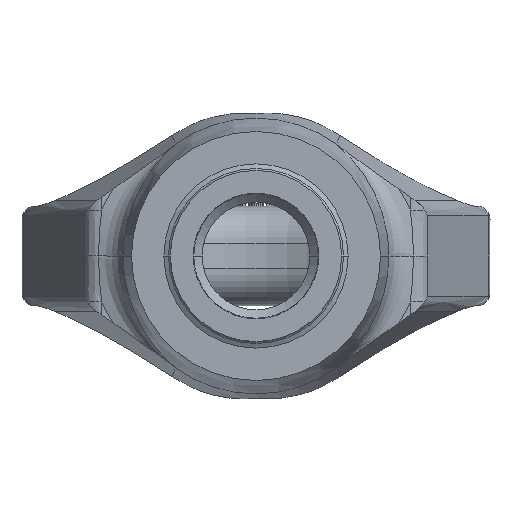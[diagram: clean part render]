
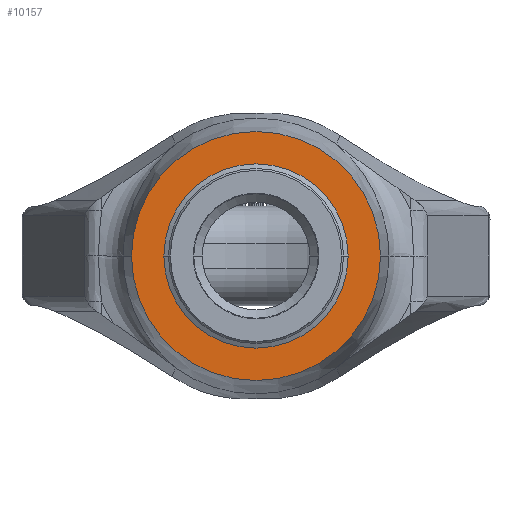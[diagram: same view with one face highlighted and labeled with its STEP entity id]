
A CAD part, front view. The second image highlights one B-rep face of the part: STEP entity #10157.
In plain terms, the highlighted planar face has unit normal (0, -1, 0).
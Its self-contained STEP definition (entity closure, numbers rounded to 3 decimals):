
#2341=CARTESIAN_POINT('',(0.,0.,0.));
#2342=DIRECTION('',(0.,-1.,0.));
#2343=DIRECTION('',(1.,0.,0.));
#2344=AXIS2_PLACEMENT_3D('',#2341,#2342,#2343);
#2346=CARTESIAN_POINT('',(0.,0.,0.));
#2347=DIRECTION('',(0.,-1.,0.));
#2348=DIRECTION('',(-1.,0.,0.));
#2349=AXIS2_PLACEMENT_3D('',#2346,#2347,#2348);
#2351=CARTESIAN_POINT('',(0.,0.,0.));
#2352=DIRECTION('',(0.,1.,0.));
#2353=DIRECTION('',(1.,0.,0.));
#2354=AXIS2_PLACEMENT_3D('',#2351,#2352,#2353);
#2356=CARTESIAN_POINT('',(0.,0.,0.));
#2357=DIRECTION('',(0.,1.,0.));
#2358=DIRECTION('',(-1.,0.,0.));
#2359=AXIS2_PLACEMENT_3D('',#2356,#2357,#2358);
#5306=CARTESIAN_POINT('',(20.,0.,0.));
#5307=VERTEX_POINT('',#5306);
#5308=CARTESIAN_POINT('',(-20.,0.,0.));
#5309=VERTEX_POINT('',#5308);
#6105=CARTESIAN_POINT('',(-14.8,0.,0.));
#6106=VERTEX_POINT('',#6105);
#6107=CARTESIAN_POINT('',(14.8,0.,0.));
#6108=VERTEX_POINT('',#6107);
#10143=CARTESIAN_POINT('',(0.,0.,0.));
#10144=DIRECTION('',(0.,1.,0.));
#10145=DIRECTION('',(-1.,0.,0.));
#10146=AXIS2_PLACEMENT_3D('',#10143,#10144,#10145);
#10147=PLANE('',#10146);
#10148=ORIENTED_EDGE('',*,*,#8394,.F.);
#10149=ORIENTED_EDGE('',*,*,#8372,.F.);
#10150=EDGE_LOOP('',(#10148,#10149));
#10151=FACE_OUTER_BOUND('',#10150,.F.);
#10153=ORIENTED_EDGE('',*,*,#10152,.F.);
#10154=ORIENTED_EDGE('',*,*,#10133,.F.);
#10155=EDGE_LOOP('',(#10153,#10154));
#10156=FACE_BOUND('',#10155,.F.);
#10157=ADVANCED_FACE('',(#10151,#10156),#10147,.F.);
#2345=CIRCLE('',#2344,20.);
#2350=CIRCLE('',#2349,20.);
#2355=CIRCLE('',#2354,14.8);
#2360=CIRCLE('',#2359,14.8);
#8372=EDGE_CURVE('',#5309,#5307,#2350,.T.);
#8394=EDGE_CURVE('',#5307,#5309,#2345,.T.);
#10133=EDGE_CURVE('',#6106,#6108,#2360,.T.);
#10152=EDGE_CURVE('',#6108,#6106,#2355,.T.);
